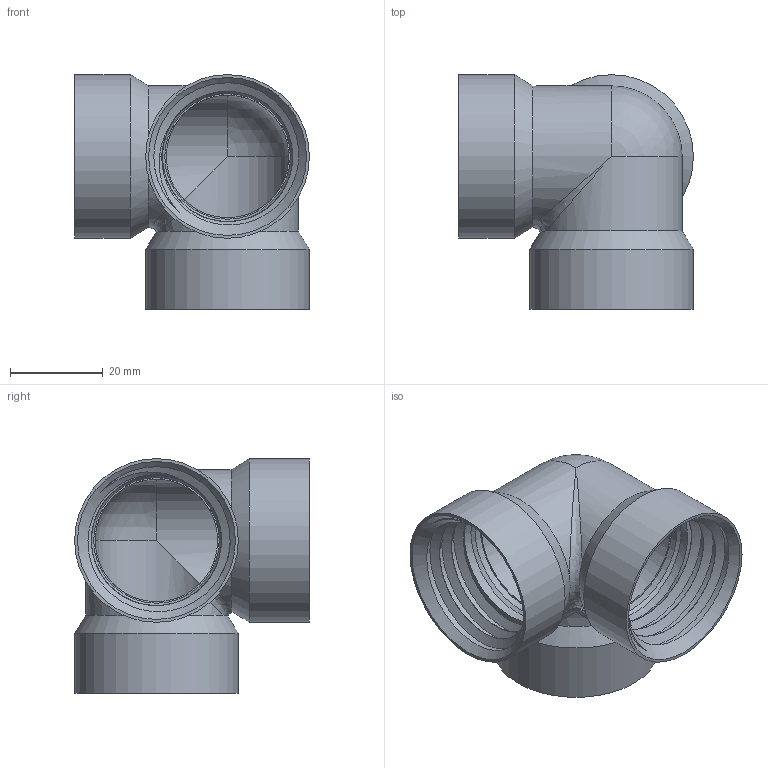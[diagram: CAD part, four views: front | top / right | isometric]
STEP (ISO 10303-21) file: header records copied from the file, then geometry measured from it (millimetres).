
FILE_DESCRIPTION(('FreeCAD Model'),'2;1');
FILE_NAME('Open CASCADE Shape Model','2024-01-12T10:45:13',(''),(''), 'Open CASCADE STEP processor 7.6','FreeCAD','Unknown');
FILE_SCHEMA(('AUTOMOTIVE_DESIGN { 1 0 10303 214 1 1 1 1 }'));
Length unit declared in the file: millimetre
Products named in the file (2): C3A; Body
Assembly tree (1 placements, depth 2):
  C3A
    Body
Bounding box: 50.54 x 50.54 x 50.54 mm (x, y, z)
Volume: 16525.3 mm3; surface area: 18240.8 mm2
Topology: 1 solids, 1 shells, 72 faces, 244 edges, 171 vertices
Faces by surface type: cylinder 39, cone 12, bspline 9, plane 9, sphere 3
Full cylindrical faces by diameter (mm): 26.376 x3, 27.04 x3, 28.037 x6, 31.75 x9, 35.23 x3
Entity records: 6714 total; most frequent: CARTESIAN_POINT 4752, ORIENTED_EDGE 478, DIRECTION 316, EDGE_CURVE 239, VERTEX_POINT 171, AXIS2_PLACEMENT_3D 137, B_SPLINE_CURVE_WITH_KNOTS 125, FACE_BOUND 78
